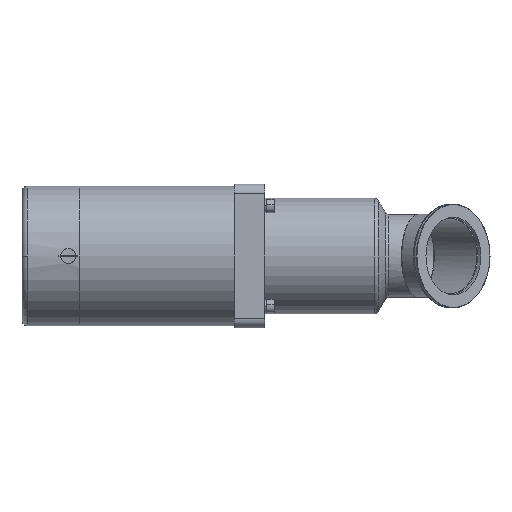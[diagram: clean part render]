
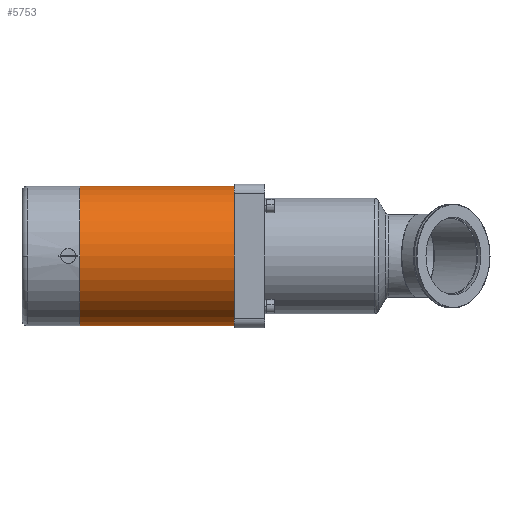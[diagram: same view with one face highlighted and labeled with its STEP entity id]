
A CAD part, left-side view. The second image highlights one B-rep face of the part: STEP entity #5753.
In plain terms, the highlighted cylindrical face has radius 37 mm (diameter 74 mm), a partial arc.
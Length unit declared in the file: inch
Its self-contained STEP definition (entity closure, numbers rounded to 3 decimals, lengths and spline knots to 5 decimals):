
#19 = VERTEX_POINT ( 'NONE', #8619 ) ;
#218 = CYLINDRICAL_SURFACE ( 'NONE', #5412, 1.45669 ) ;
#276 = CIRCLE ( 'NONE', #10712, 1.45669 ) ;
#956 = FACE_OUTER_BOUND ( 'NONE', #11109, .T. ) ;
#1117 = DIRECTION ( 'NONE',  ( 0., 0., -1. ) ) ;
#1405 = LINE ( 'NONE', #9348, #2288 ) ;
#1548 = ORIENTED_EDGE ( 'NONE', *, *, #6451, .F. ) ;
#1990 = CARTESIAN_POINT ( 'NONE',  ( 0., 4.90157, -1.45669 ) ) ;
#2200 = DIRECTION ( 'NONE',  ( 0., -1., 0. ) ) ;
#2247 = DIRECTION ( 'NONE',  ( 0., -1., 0. ) ) ;
#2288 = VECTOR ( 'NONE', #2247, 39.37008 ) ;
#2497 = ORIENTED_EDGE ( 'NONE', *, *, #8716, .F. ) ;
#2638 = CARTESIAN_POINT ( 'NONE',  ( 0., -1.09445, 0. ) ) ;
#2829 = CARTESIAN_POINT ( 'NONE',  ( 0., 1.67323, 0. ) ) ;
#3144 = VERTEX_POINT ( 'NONE', #1990 ) ;
#3656 = VECTOR ( 'NONE', #2200, 39.37008 ) ;
#3680 = ORIENTED_EDGE ( 'NONE', *, *, #6842, .T. ) ;
#5329 = CIRCLE ( 'NONE', #10013, 1.45669 ) ;
#5412 = AXIS2_PLACEMENT_3D ( 'NONE', #2638, #8830, #1117 ) ;
#5571 = LINE ( 'NONE', #9020, #3656 ) ;
#5753 = ADVANCED_FACE ( 'NONE', ( #956 ), #218, .T. ) ;
#6029 = CARTESIAN_POINT ( 'NONE',  ( 0., 4.90157, 0. ) ) ;
#6082 = DIRECTION ( 'NONE',  ( -1., 0., 0. ) ) ;
#6451 = EDGE_CURVE ( 'NONE', #3144, #19, #276, .T. ) ;
#6842 = EDGE_CURVE ( 'NONE', #3144, #10337, #5571, .T. ) ;
#7164 = DIRECTION ( 'NONE',  ( 0., -1., 0. ) ) ;
#7984 = CARTESIAN_POINT ( 'NONE',  ( 0., 1.67323, 1.45669 ) ) ;
#8619 = CARTESIAN_POINT ( 'NONE',  ( 0., 4.90157, 1.45669 ) ) ;
#8716 = EDGE_CURVE ( 'NONE', #9103, #10337, #5329, .T. ) ;
#8830 = DIRECTION ( 'NONE',  ( 0., -1., 0. ) ) ;
#9020 = CARTESIAN_POINT ( 'NONE',  ( 0., -1.09445, -1.45669 ) ) ;
#9103 = VERTEX_POINT ( 'NONE', #7984 ) ;
#9348 = CARTESIAN_POINT ( 'NONE',  ( 0., -1.09445, 1.45669 ) ) ;
#10013 = AXIS2_PLACEMENT_3D ( 'NONE', #2829, #7164, #10503 ) ;
#10031 = CARTESIAN_POINT ( 'NONE',  ( 0., 1.67323, -1.45669 ) ) ;
#10336 = DIRECTION ( 'NONE',  ( 0., 1., 0. ) ) ;
#10337 = VERTEX_POINT ( 'NONE', #10031 ) ;
#10380 = EDGE_CURVE ( 'NONE', #19, #9103, #1405, .T. ) ;
#10497 = ORIENTED_EDGE ( 'NONE', *, *, #10380, .F. ) ;
#10503 = DIRECTION ( 'NONE',  ( 0., 0., -1. ) ) ;
#10712 = AXIS2_PLACEMENT_3D ( 'NONE', #6029, #10336, #6082 ) ;
#11109 = EDGE_LOOP ( 'NONE', ( #10497, #1548, #3680, #2497 ) ) ;
